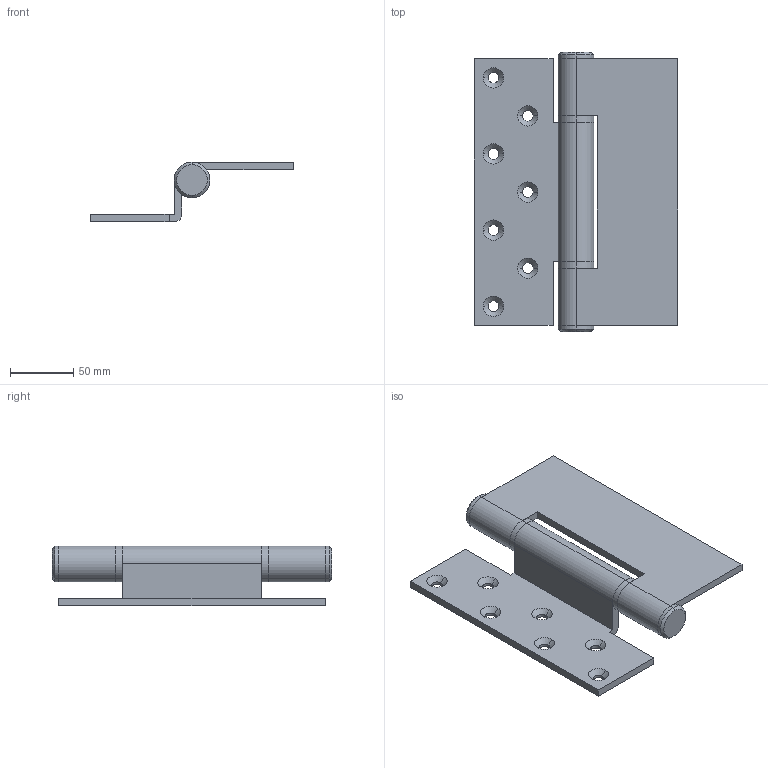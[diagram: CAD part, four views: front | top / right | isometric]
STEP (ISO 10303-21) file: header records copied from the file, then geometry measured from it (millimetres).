
FILE_DESCRIPTION (( 'STEP AP203' ), '1' );
FILE_NAME ('B-1328-2.STEP', '2008-12-26T07:23:07', ( ' ' ), ( ' ' ), 'SwSTEP 2.0', 'SolidWorks 2007', '' );
FILE_SCHEMA (( 'CONFIG_CONTROL_DESIGN' ));
Length unit declared in the file: millimetre
Products named in the file (5): B-1328-2僸儞僕A__棉太倌; B-1328-2僸儞僕B__棉太倌; B-1328-2幉__棉太倌; B-1328-2; B-1328-2僇儔乕__棉太倌
Assembly tree (5 placements, depth 2):
  B-1328-2
    B-1328-2僸儞僕B__棉太倌
    B-1328-2僸儞僕A__棉太倌
    B-1328-2幉__棉太倌
    B-1328-2僇儔乕__棉太倌  x2
Bounding box: 160 x 220 x 47.05 mm (x, y, z)
Volume: 312055.5 mm3; surface area: 110972.9 mm2
Topology: 5 solids, 5 shells, 87 faces, 207 edges, 132 vertices
Faces by surface type: cylinder 42, plane 27, cone 18
Entity records: 2978 total; most frequent: DIRECTION 467, CARTESIAN_POINT 408, ORIENTED_EDGE 390, EDGE_CURVE 195, AXIS2_PLACEMENT_3D 183, VERTEX_POINT 124, EDGE_LOOP 105, LINE 101
